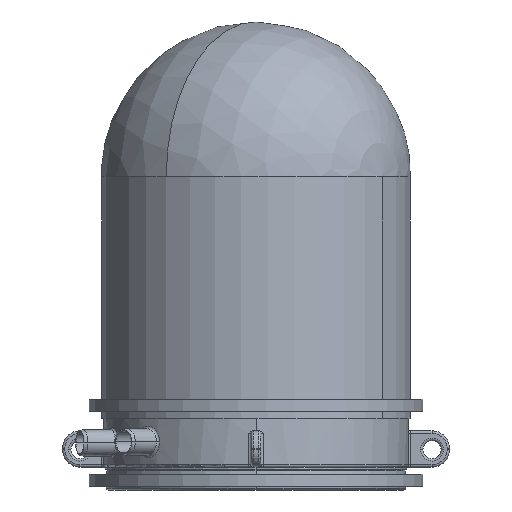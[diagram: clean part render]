
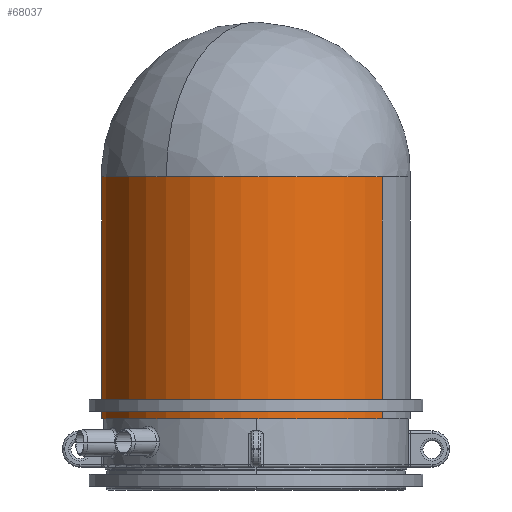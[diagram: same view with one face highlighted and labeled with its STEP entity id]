
A CAD part, left-side view. The second image highlights one B-rep face of the part: STEP entity #68037.
In plain terms, the highlighted cylindrical face has radius 128 mm (diameter 256 mm), a partial arc.
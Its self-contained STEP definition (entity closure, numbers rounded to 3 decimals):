
#82771 = EDGE_LOOP ( 'NONE', ( #34896, #35233, #35653, #35991, #36411 ) ) ;
#66490 = VERTEX_POINT ( 'NONE', #29187 ) ;
#82943 = LINE ( 'NONE', #82944, #82945 ) ;
#82944 = CARTESIAN_POINT ( 'NONE',  ( 0., 0., -128. ) ) ;
#82945 = VECTOR ( 'NONE', #82946, 1000. ) ;
#82946 = DIRECTION ( 'NONE',  ( 0., -1., 0. ) ) ;
#34136 = EDGE_CURVE ( 'NONE', #53241, #56499, #39511, .T. ) ;
#34896 = ORIENTED_EDGE ( 'NONE', *, *, #11523, .F. ) ;
#67750 = CARTESIAN_POINT ( 'NONE',  ( 0., 200., -128. ) ) ;
#35233 = ORIENTED_EDGE ( 'NONE', *, *, #4528, .T. ) ;
#68037 = ADVANCED_FACE ( 'NONE', ( #51772 ), #51773, .T. ) ;
#51772 = FACE_OUTER_BOUND ( 'NONE', #82771, .T. ) ;
#51773 = CYLINDRICAL_SURFACE ( 'NONE', #51774, 128. ) ;
#51774 = AXIS2_PLACEMENT_3D ( 'NONE', #51775, #51776, #51777 ) ;
#51775 = CARTESIAN_POINT ( 'NONE',  ( 0., 0., 0. ) ) ;
#51776 = DIRECTION ( 'NONE',  ( 0., -1., 0. ) ) ;
#51777 = DIRECTION ( 'NONE',  ( 0., 0., -1. ) ) ;
#35653 = ORIENTED_EDGE ( 'NONE', *, *, #34136, .T. ) ;
#35991 = ORIENTED_EDGE ( 'NONE', *, *, #13796, .T. ) ;
#36411 = ORIENTED_EDGE ( 'NONE', *, *, #36752, .F. ) ;
#36752 = EDGE_CURVE ( 'NONE', #66490, #54527, #59955, .T. ) ;
#53241 = VERTEX_POINT ( 'NONE', #55193 ) ;
#4528 = EDGE_CURVE ( 'NONE', #63760, #53241, #14819, .T. ) ;
#54527 = VERTEX_POINT ( 'NONE', #56217 ) ;
#55193 = CARTESIAN_POINT ( 'NONE',  ( -128., 200., 0. ) ) ;
#39511 = CIRCLE ( 'NONE', #39512, 128. ) ;
#39512 = AXIS2_PLACEMENT_3D ( 'NONE', #39513, #39514, #39515 ) ;
#39513 = CARTESIAN_POINT ( 'NONE',  ( 0., 200., 0. ) ) ;
#39514 = DIRECTION ( 'NONE',  ( 0., -1., 0. ) ) ;
#39515 = DIRECTION ( 'NONE',  ( 0., 0., -1. ) ) ;
#56217 = CARTESIAN_POINT ( 'NONE',  ( 0., 0., -128. ) ) ;
#56499 = VERTEX_POINT ( 'NONE', #67750 ) ;
#59955 = CIRCLE ( 'NONE', #59956, 128. ) ;
#59956 = AXIS2_PLACEMENT_3D ( 'NONE', #59957, #59958, #59959 ) ;
#59957 = CARTESIAN_POINT ( 'NONE',  ( 0., 0., 0. ) ) ;
#59958 = DIRECTION ( 'NONE',  ( 0., -1., 0. ) ) ;
#59959 = DIRECTION ( 'NONE',  ( 0., 0., -1. ) ) ;
#11523 = EDGE_CURVE ( 'NONE', #63760, #66490, #62485, .T. ) ;
#77863 = CARTESIAN_POINT ( 'NONE',  ( 0., 200., 128. ) ) ;
#29187 = CARTESIAN_POINT ( 'NONE',  ( 0., 0., 128. ) ) ;
#62485 = LINE ( 'NONE', #62486, #62487 ) ;
#62486 = CARTESIAN_POINT ( 'NONE',  ( 0., 0., 128. ) ) ;
#62487 = VECTOR ( 'NONE', #62488, 1000. ) ;
#62488 = DIRECTION ( 'NONE',  ( 0., -1., 0. ) ) ;
#13796 = EDGE_CURVE ( 'NONE', #56499, #54527, #82943, .T. ) ;
#63760 = VERTEX_POINT ( 'NONE', #77863 ) ;
#14819 = CIRCLE ( 'NONE', #14820, 128. ) ;
#14820 = AXIS2_PLACEMENT_3D ( 'NONE', #14821, #14822, #14823 ) ;
#14821 = CARTESIAN_POINT ( 'NONE',  ( 0., 200., 0. ) ) ;
#14822 = DIRECTION ( 'NONE',  ( 0., -1., 0. ) ) ;
#14823 = DIRECTION ( 'NONE',  ( 0., 0., -1. ) ) ;
